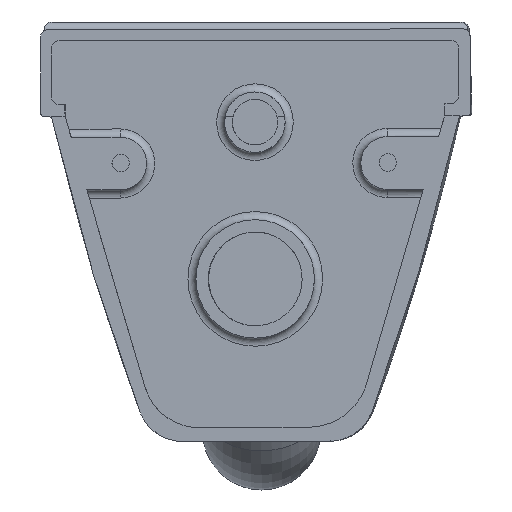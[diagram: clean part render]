
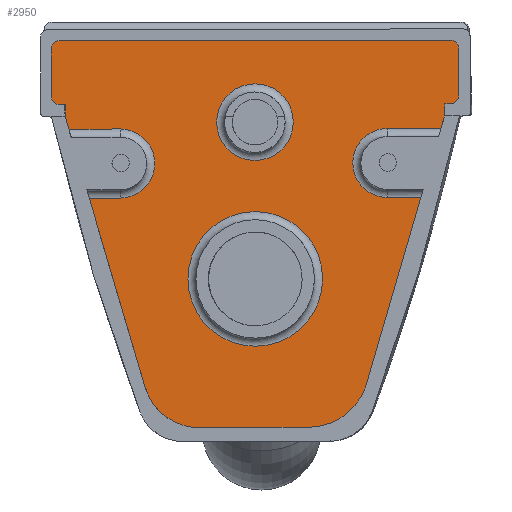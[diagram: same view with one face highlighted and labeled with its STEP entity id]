
A CAD part, left-side view. The second image highlights one B-rep face of the part: STEP entity #2950.
In plain terms, the highlighted face is planar.
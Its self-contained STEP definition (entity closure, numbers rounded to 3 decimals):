
#2161=CARTESIAN_POINT('',(17.375,-34.178,17.412));
#2162=VERTEX_POINT('',#2161);
#2163=CARTESIAN_POINT('',(17.375,-27.178,10.412));
#2164=VERTEX_POINT('',#2163);
#2165=CARTESIAN_POINT('',(17.375,-27.178,17.412));
#2166=DIRECTION('',(1.,0.0,0.0));
#2167=DIRECTION('',(0.0,-0.707,-0.707));
#2168=AXIS2_PLACEMENT_3D('',#2165,#2166,#2167);
#2169=CIRCLE('',#2168,7.0);
#2170=EDGE_CURVE('',#2162,#2164,#2169,.T.);
#2204=CARTESIAN_POINT('',(17.375,-34.178,58.372));
#2205=VERTEX_POINT('',#2204);
#2206=CARTESIAN_POINT('',(17.375,-34.178,58.372));
#2207=DIRECTION('',(0.0,0.0,-1.0));
#2208=VECTOR('',#2207,40.959);
#2209=LINE('',#2206,#2208);
#2210=EDGE_CURVE('',#2205,#2162,#2209,.T.);
#2234=CARTESIAN_POINT('',(17.375,-27.178,65.372));
#2235=VERTEX_POINT('',#2234);
#2236=CARTESIAN_POINT('',(17.375,-27.178,58.372));
#2237=DIRECTION('',(1.,0.0,0.0));
#2238=DIRECTION('',(0.0,-0.707,0.707));
#2239=AXIS2_PLACEMENT_3D('',#2236,#2237,#2238);
#2240=CIRCLE('',#2239,7.);
#2241=EDGE_CURVE('',#2235,#2205,#2240,.T.);
#2268=CARTESIAN_POINT('',(17.375,309.611,65.372));
#2269=VERTEX_POINT('',#2268);
#2270=CARTESIAN_POINT('',(17.375,309.611,65.372));
#2271=DIRECTION('',(0.0,-1.0,0.0));
#2272=VECTOR('',#2271,336.789);
#2273=LINE('',#2270,#2272);
#2274=EDGE_CURVE('',#2269,#2235,#2273,.T.);
#2298=CARTESIAN_POINT('',(17.375,316.611,58.372));
#2299=VERTEX_POINT('',#2298);
#2300=CARTESIAN_POINT('',(17.375,309.611,58.372));
#2301=DIRECTION('',(1.0,0.0,0.0));
#2302=DIRECTION('',(0.0,0.707,0.707));
#2303=AXIS2_PLACEMENT_3D('',#2300,#2301,#2302);
#2304=CIRCLE('',#2303,7.);
#2305=EDGE_CURVE('',#2299,#2269,#2304,.T.);
#2332=CARTESIAN_POINT('',(17.375,316.611,17.412));
#2333=VERTEX_POINT('',#2332);
#2334=CARTESIAN_POINT('',(17.375,316.611,17.412));
#2335=DIRECTION('',(0.0,0.0,1.0));
#2336=VECTOR('',#2335,40.959);
#2337=LINE('',#2334,#2336);
#2338=EDGE_CURVE('',#2333,#2299,#2337,.T.);
#2362=CARTESIAN_POINT('',(17.375,309.611,10.412));
#2363=VERTEX_POINT('',#2362);
#2364=CARTESIAN_POINT('',(17.375,309.611,17.412));
#2365=DIRECTION('',(1.0,0.0,0.0));
#2366=DIRECTION('',(0.0,0.707,-0.707));
#2367=AXIS2_PLACEMENT_3D('',#2364,#2365,#2366);
#2368=CIRCLE('',#2367,7.);
#2369=EDGE_CURVE('',#2363,#2333,#2368,.T.);
#2396=CARTESIAN_POINT('',(17.375,304.528,10.412));
#2397=VERTEX_POINT('',#2396);
#2398=CARTESIAN_POINT('',(17.375,304.528,10.412));
#2399=DIRECTION('',(0.0,1.0,0.0));
#2400=VECTOR('',#2399,5.083);
#2401=LINE('',#2398,#2400);
#2402=EDGE_CURVE('',#2397,#2363,#2401,.T.);
#2428=CARTESIAN_POINT('',(17.375,283.868,-70.12));
#2429=VERTEX_POINT('',#2428);
#2445=CARTESIAN_POINT('',(17.375,255.004,-70.12));
#2446=VERTEX_POINT('',#2445);
#2454=CARTESIAN_POINT('',(17.375,255.004,-70.12));
#2455=DIRECTION('',(0.0,1.0,0.0));
#2456=VECTOR('',#2455,28.864);
#2457=LINE('',#2454,#2456);
#2458=EDGE_CURVE('',#2446,#2429,#2457,.T.);
#2470=CARTESIAN_POINT('',(17.375,255.004,-10.673));
#2471=VERTEX_POINT('',#2470);
#2479=CARTESIAN_POINT('',(17.375,255.004,-40.397));
#2480=DIRECTION('',(1.0,0.0,0.0));
#2481=DIRECTION('',(0.0,-1.0,0.0));
#2482=AXIS2_PLACEMENT_3D('',#2479,#2480,#2481);
#2483=CIRCLE('',#2482,29.723);
#2484=EDGE_CURVE('',#2471,#2446,#2483,.T.);
#2502=CARTESIAN_POINT('',(17.375,301.289,-10.673));
#2503=VERTEX_POINT('',#2502);
#2513=CARTESIAN_POINT('',(17.375,301.289,-10.673));
#2514=DIRECTION('',(0.0,-1.0,0.0));
#2515=VECTOR('',#2514,46.285);
#2516=LINE('',#2513,#2515);
#2517=EDGE_CURVE('',#2503,#2471,#2516,.T.);
#2592=CARTESIAN_POINT('',(17.375,236.085,-233.17));
#2593=VERTEX_POINT('',#2592);
#2594=CARTESIAN_POINT('',(17.375,236.085,-233.17));
#2595=DIRECTION('',(0.,0.281,0.96));
#2596=VECTOR('',#2595,169.908);
#2597=LINE('',#2594,#2596);
#2598=EDGE_CURVE('',#2593,#2429,#2597,.T.);
#2626=CARTESIAN_POINT('',(17.375,-19.197,-10.673));
#2627=VERTEX_POINT('',#2626);
#2643=CARTESIAN_POINT('',(17.375,25.039,-10.673));
#2644=VERTEX_POINT('',#2643);
#2652=CARTESIAN_POINT('',(17.375,25.039,-10.673));
#2653=DIRECTION('',(0.0,-1.0,0.0));
#2654=VECTOR('',#2653,44.236);
#2655=LINE('',#2652,#2654);
#2656=EDGE_CURVE('',#2644,#2627,#2655,.T.);
#2668=CARTESIAN_POINT('',(17.375,25.039,-70.12));
#2669=VERTEX_POINT('',#2668);
#2677=CARTESIAN_POINT('',(17.375,25.039,-40.397));
#2678=DIRECTION('',(1.0,0.0,0.0));
#2679=DIRECTION('',(0.0,1.0,0.0));
#2680=AXIS2_PLACEMENT_3D('',#2677,#2678,#2679);
#2681=CIRCLE('',#2680,29.723);
#2682=EDGE_CURVE('',#2669,#2644,#2681,.T.);
#2700=CARTESIAN_POINT('',(17.375,-1.747,-70.12));
#2701=VERTEX_POINT('',#2700);
#2711=CARTESIAN_POINT('',(17.375,-1.747,-70.12));
#2712=DIRECTION('',(0.0,1.0,0.0));
#2713=VECTOR('',#2712,26.786);
#2714=LINE('',#2711,#2713);
#2715=EDGE_CURVE('',#2701,#2669,#2714,.T.);
#2790=CARTESIAN_POINT('',(17.375,-22.441,0.379));
#2791=VERTEX_POINT('',#2790);
#2792=CARTESIAN_POINT('',(17.375,-22.441,0.379));
#2793=DIRECTION('',(0.0,0.282,-0.96));
#2794=VECTOR('',#2793,11.519);
#2795=LINE('',#2792,#2794);
#2796=EDGE_CURVE('',#2791,#2627,#2795,.T.);
#2830=CARTESIAN_POINT('',(17.375,141.096,-198.0));
#2831=VERTEX_POINT('',#2830);
#2832=CARTESIAN_POINT('',(17.375,141.096,-140.0));
#2833=DIRECTION('',(1.0,0.0,0.0));
#2834=DIRECTION('',(0.0,0.0,1.0));
#2835=AXIS2_PLACEMENT_3D('',#2832,#2833,#2834);
#2836=CIRCLE('',#2835,58.);
#2837=EDGE_CURVE('',#2831,#2831,#2836,.T.);
#2853=CARTESIAN_POINT('',(17.375,141.328,-66.812));
#2854=DIRECTION('',(1.0,0.0,0.0));
#2855=DIRECTION('',(0.0,0.0,-1.0));
#2856=AXIS2_PLACEMENT_3D('',#2853,#2854,#2855);
#2857=PLANE('',#2856);
#2858=ORIENTED_EDGE('',*,*,#2170,.T.);
#2859=CARTESIAN_POINT('',(17.375,-22.441,10.412));
#2860=VERTEX_POINT('',#2859);
#2861=CARTESIAN_POINT('',(17.375,-27.178,10.412));
#2862=DIRECTION('',(0.0,1.0,0.0));
#2863=VECTOR('',#2862,4.736);
#2864=LINE('',#2861,#2863);
#2865=EDGE_CURVE('',#2164,#2860,#2864,.T.);
#2866=ORIENTED_EDGE('',*,*,#2865,.T.);
#2867=CARTESIAN_POINT('',(17.375,-22.441,10.412));
#2868=DIRECTION('',(0.0,0.0,-1.0));
#2869=VECTOR('',#2868,10.033);
#2870=LINE('',#2867,#2869);
#2871=EDGE_CURVE('',#2860,#2791,#2870,.T.);
#2872=ORIENTED_EDGE('',*,*,#2871,.T.);
#2873=ORIENTED_EDGE('',*,*,#2796,.T.);
#2874=ORIENTED_EDGE('',*,*,#2656,.F.);
#2875=ORIENTED_EDGE('',*,*,#2682,.F.);
#2876=ORIENTED_EDGE('',*,*,#2715,.F.);
#2877=CARTESIAN_POINT('',(17.375,46.114,-233.17));
#2878=VERTEX_POINT('',#2877);
#2879=CARTESIAN_POINT('',(17.375,-1.747,-70.12));
#2880=DIRECTION('',(0.,0.282,-0.96));
#2881=VECTOR('',#2880,169.93);
#2882=LINE('',#2879,#2881);
#2883=EDGE_CURVE('',#2701,#2878,#2882,.T.);
#2884=ORIENTED_EDGE('',*,*,#2883,.T.);
#2885=CARTESIAN_POINT('',(17.375,95.847,-267.948));
#2886=VERTEX_POINT('',#2885);
#2887=CARTESIAN_POINT('',(17.375,92.704,-219.495));
#2888=DIRECTION('',(1.,0.,0.));
#2889=DIRECTION('',(0.,0.96,0.282));
#2890=AXIS2_PLACEMENT_3D('',#2887,#2888,#2889);
#2891=CIRCLE('',#2890,48.556);
#2892=EDGE_CURVE('',#2878,#2886,#2891,.T.);
#2893=ORIENTED_EDGE('',*,*,#2892,.T.);
#2894=CARTESIAN_POINT('',(17.375,186.35,-267.948));
#2895=VERTEX_POINT('',#2894);
#2896=CARTESIAN_POINT('',(17.375,95.847,-267.948));
#2897=DIRECTION('',(0.0,1.0,0.0));
#2898=VECTOR('',#2897,90.502);
#2899=LINE('',#2896,#2898);
#2900=EDGE_CURVE('',#2886,#2895,#2899,.T.);
#2901=ORIENTED_EDGE('',*,*,#2900,.T.);
#2902=CARTESIAN_POINT('',(17.375,186.35,-214.996));
#2903=DIRECTION('',(1.0,0.0,0.0));
#2904=DIRECTION('',(0.0,0.0,1.0));
#2905=AXIS2_PLACEMENT_3D('',#2902,#2903,#2904);
#2906=CIRCLE('',#2905,52.952);
#2907=EDGE_CURVE('',#2895,#2593,#2906,.T.);
#2908=ORIENTED_EDGE('',*,*,#2907,.T.);
#2909=ORIENTED_EDGE('',*,*,#2598,.T.);
#2910=ORIENTED_EDGE('',*,*,#2458,.F.);
#2911=ORIENTED_EDGE('',*,*,#2484,.F.);
#2912=ORIENTED_EDGE('',*,*,#2517,.F.);
#2913=CARTESIAN_POINT('',(17.375,304.528,0.379));
#2914=VERTEX_POINT('',#2913);
#2915=CARTESIAN_POINT('',(17.375,301.289,-10.673));
#2916=DIRECTION('',(0.0,0.281,0.96));
#2917=VECTOR('',#2916,11.517);
#2918=LINE('',#2915,#2917);
#2919=EDGE_CURVE('',#2503,#2914,#2918,.T.);
#2920=ORIENTED_EDGE('',*,*,#2919,.T.);
#2921=CARTESIAN_POINT('',(17.375,304.528,0.379));
#2922=DIRECTION('',(0.0,0.0,1.0));
#2923=VECTOR('',#2922,10.033);
#2924=LINE('',#2921,#2923);
#2925=EDGE_CURVE('',#2914,#2397,#2924,.T.);
#2926=ORIENTED_EDGE('',*,*,#2925,.T.);
#2927=ORIENTED_EDGE('',*,*,#2402,.T.);
#2928=ORIENTED_EDGE('',*,*,#2369,.T.);
#2929=ORIENTED_EDGE('',*,*,#2338,.T.);
#2930=ORIENTED_EDGE('',*,*,#2305,.T.);
#2931=ORIENTED_EDGE('',*,*,#2274,.T.);
#2932=ORIENTED_EDGE('',*,*,#2241,.T.);
#2933=ORIENTED_EDGE('',*,*,#2210,.T.);
#2934=EDGE_LOOP('',(#2858,#2866,#2872,#2873,#2874,#2875,#2876,#2884,#2893,#2901,#2908,#2909,#2910,#2911,#2912,#2920,#2926,#2927,#2928,#2929,#2930,#2931,#2932,#2933));
#2935=FACE_OUTER_BOUND('',#2934,.T.);
#2936=CARTESIAN_POINT('',(17.375,141.096,-38.0));
#2937=VERTEX_POINT('',#2936);
#2938=CARTESIAN_POINT('',(17.375,141.096,-5.0));
#2939=DIRECTION('',(1.0,0.0,0.0));
#2940=DIRECTION('',(0.0,0.0,1.0));
#2941=AXIS2_PLACEMENT_3D('',#2938,#2939,#2940);
#2942=CIRCLE('',#2941,33.0);
#2943=EDGE_CURVE('',#2937,#2937,#2942,.T.);
#2944=ORIENTED_EDGE('',*,*,#2943,.F.);
#2945=EDGE_LOOP('',(#2944));
#2946=FACE_BOUND('',#2945,.T.);
#2947=ORIENTED_EDGE('',*,*,#2837,.F.);
#2948=EDGE_LOOP('',(#2947));
#2949=FACE_BOUND('',#2948,.T.);
#2950=ADVANCED_FACE('',(#2935,#2946,#2949),#2857,.T.);
